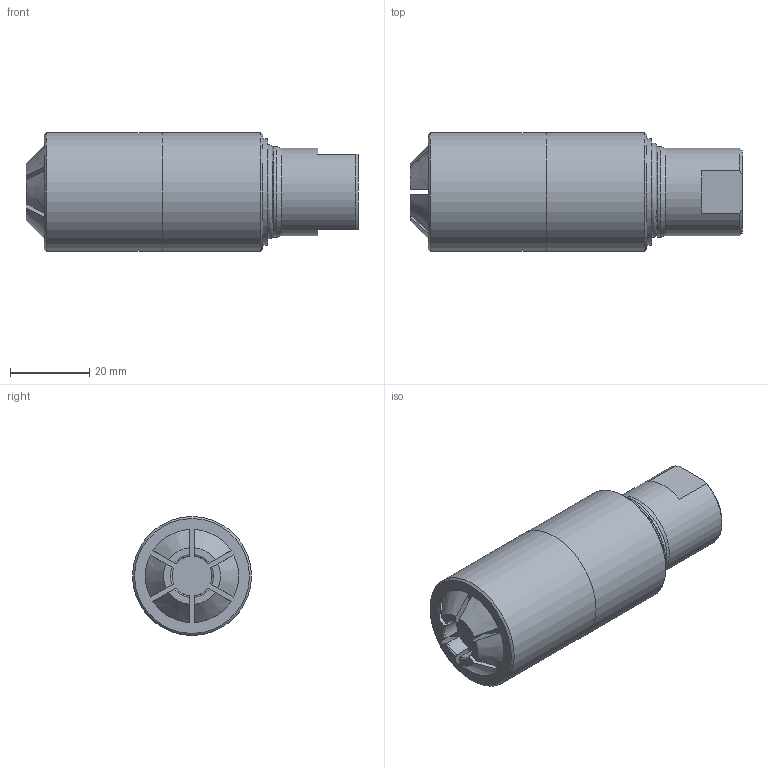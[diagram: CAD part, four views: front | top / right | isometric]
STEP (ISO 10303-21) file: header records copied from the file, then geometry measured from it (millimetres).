
FILE_DESCRIPTION(/* description */ (''),/* implementation_level */ '2;1');
FILE_NAME(/* name */ 'FRV7006061.stp',/* time_stamp */ '2016-07-25T15:23:50-05:00',/* author */ ('scottg'),/* organization */ ('FasTest,Inc.'),/* preprocessor_version */ 'ST-DEVELOPER v16.1',/* originating_system */ 'Autodesk Inventor 2016',/* authorisation */ '');
FILE_SCHEMA (('AUTOMOTIVE_DESIGN { 1 0 10303 214 3 1 1 }'));
Length unit declared in the file: inch
Products named in the file (1): FRV7006061
Bounding box: 83.79 x 30.02 x 30.02 mm (x, y, z)
Volume: 46043.7 mm3; surface area: 9466.4 mm2
Topology: 1 solids, 1 shells, 65 faces, 157 edges, 104 vertices
Faces by surface type: plane 30, cone 14, cylinder 12, torus 9
Full cylindrical faces by diameter (mm): 13.894 x1, 21.996 x1, 22.962 x1, 26.797 x1, 30.02 x1, 30.023 x1
Entity records: 2013 total; most frequent: CARTESIAN_POINT 525, DIRECTION 286, ORIENTED_EDGE 270, EDGE_CURVE 135, AXIS2_PLACEMENT_3D 120, VERTEX_POINT 96, EDGE_LOOP 87, FACE_OUTER_BOUND 64
